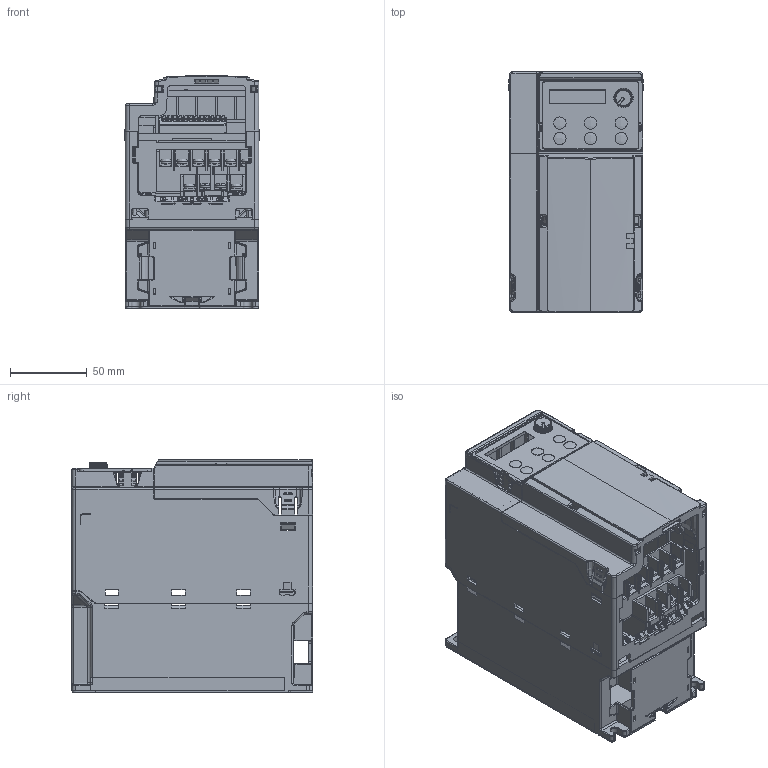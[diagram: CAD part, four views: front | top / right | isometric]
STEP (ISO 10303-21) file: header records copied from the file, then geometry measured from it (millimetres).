
FILE_DESCRIPTION (( 'STEP AP214' ), '1' );
FILE_NAME ('VFD-MS300-C1-PD-3D01 red 1c No Guard COMPLETE 1r1.STEP', '2020-04-29T15:24:59', ( '' ), ( '' ), 'SwSTEP 2.0', 'SolidWorks 2017', '' );
FILE_SCHEMA (( 'AUTOMOTIVE_DESIGN' ));
Length unit declared in the file: inch
Products named in the file (1): VFD-MS300-C1-PD-3D01 red 1c No Guard COMPLETE 1r1
Bounding box: 87.6 x 157.3 x 152 mm (x, y, z)
Volume: 279014.4 mm3; surface area: 228608.1 mm2
Topology: 41 solids, 47 shells, 5938 faces, 16298 edges, 10433 vertices
Faces by surface type: plane 3206, cylinder 1722, bspline 560, cone 200, torus 195, sphere 55
Entity records: 227013 total; most frequent: CARTESIAN_POINT 85506, ORIENTED_EDGE 32494, DIRECTION 24736, EDGE_CURVE 16247, VERTEX_POINT 10413, VECTOR 9824, LINE 9824, AXIS2_PLACEMENT_3D 7456
